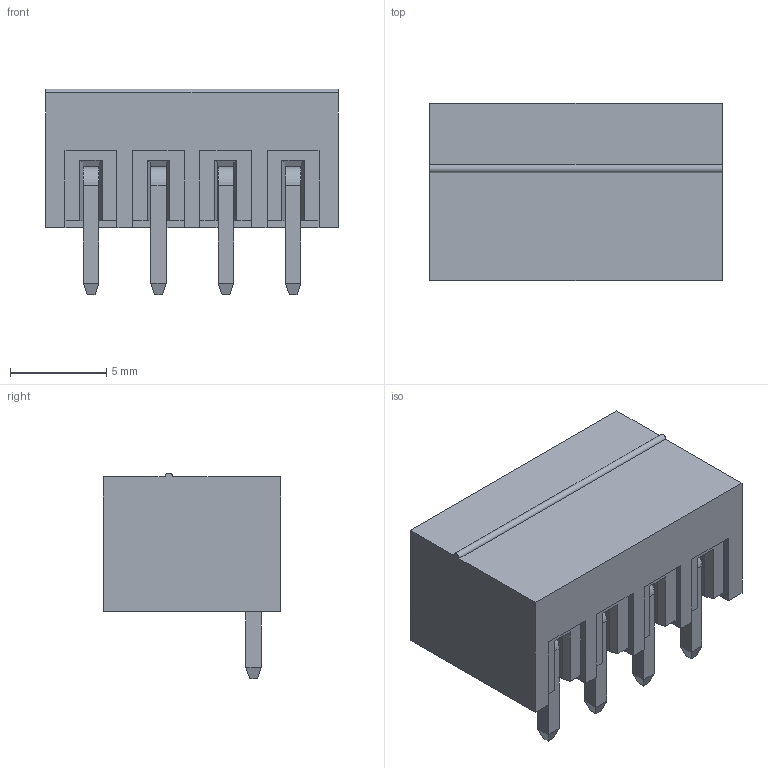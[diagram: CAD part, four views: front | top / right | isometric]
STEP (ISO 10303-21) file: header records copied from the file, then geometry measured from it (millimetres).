
FILE_DESCRIPTION(/* description */ (''),/* implementation_level */ '2;1');
FILE_NAME(/* name */ '822-03-PNB-3.5-04-2-0.stp',/* time_stamp */ '2026-03-12T13:23:52+01:00',/* author */ ('Andreas.Larin'),/* organization */ (''),/* preprocessor_version */ 'ST-DEVELOPER v20',/* originating_system */ 'Autodesk Inventor 2025',/* authorisation */ '');
FILE_SCHEMA (('AUTOMOTIVE_DESIGN { 1 0 10303 214 3 1 1 }'));
Length unit declared in the file: millimetre
Products named in the file (1): 822-03-PNB-3.5-04-2-0
Bounding box: 15.2 x 9.2 x 10.7 mm (x, y, z)
Volume: 483.9 mm3; surface area: 1523.3 mm2
Topology: 1 solids, 1 shells, 308 faces, 806 edges, 512 vertices
Faces by surface type: plane 263, cylinder 37, cone 4, torus 4
Entity records: 9307 total; most frequent: CARTESIAN_POINT 1627, ORIENTED_EDGE 1612, DIRECTION 1526, EDGE_CURVE 806, LINE 704, VECTOR 704, VERTEX_POINT 512, AXIS2_PLACEMENT_3D 411
